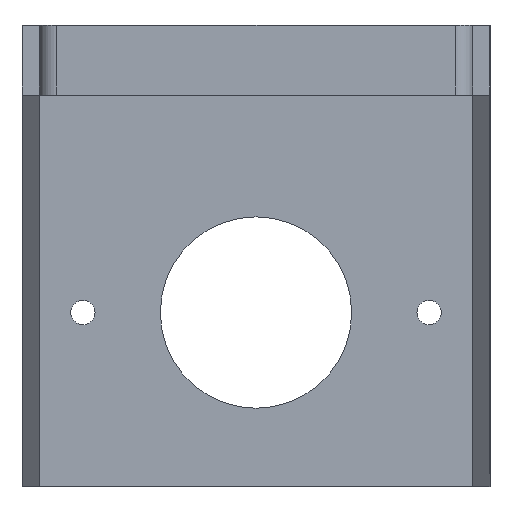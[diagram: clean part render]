
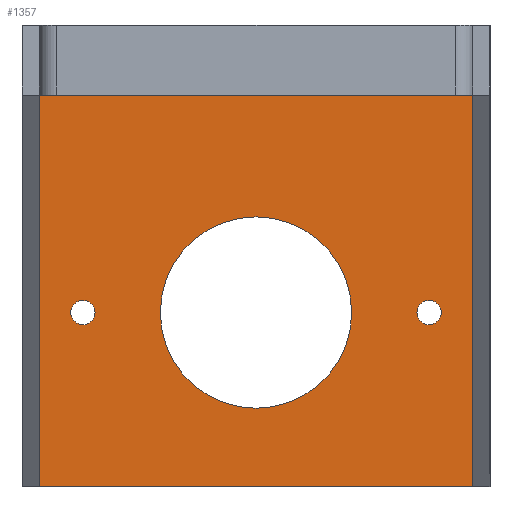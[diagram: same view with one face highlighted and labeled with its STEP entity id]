
A CAD part, left-side view. The second image highlights one B-rep face of the part: STEP entity #1357.
In plain terms, the highlighted planar face has unit normal (-1, 0, 0).
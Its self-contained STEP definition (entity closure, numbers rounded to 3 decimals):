
#15=FACE_BOUND('',#219,.T.);
#16=FACE_BOUND('',#220,.T.);
#17=FACE_BOUND('',#221,.T.);
#112=PLANE('',#1481);
#149=FACE_OUTER_BOUND('',#218,.T.);
#218=EDGE_LOOP('',(#1021,#1022,#1023,#1024));
#219=EDGE_LOOP('',(#1025));
#220=EDGE_LOOP('',(#1026));
#221=EDGE_LOOP('',(#1027));
#366=LINE('',#2102,#455);
#372=LINE('',#2117,#461);
#387=LINE('',#2172,#476);
#388=LINE('',#2173,#477);
#455=VECTOR('',#1690,10.);
#461=VECTOR('',#1700,10.);
#476=VECTOR('',#1761,10.);
#477=VECTOR('',#1762,10.);
#542=CIRCLE('',#1464,11.);
#544=CIRCLE('',#1467,1.4);
#546=CIRCLE('',#1470,1.4);
#640=VERTEX_POINT('',#2080);
#647=VERTEX_POINT('',#2100);
#653=VERTEX_POINT('',#2114);
#654=VERTEX_POINT('',#2116);
#662=VERTEX_POINT('',#2140);
#664=VERTEX_POINT('',#2146);
#666=VERTEX_POINT('',#2152);
#782=EDGE_CURVE('',#647,#640,#366,.T.);
#788=EDGE_CURVE('',#653,#654,#372,.T.);
#801=EDGE_CURVE('',#662,#662,#542,.T.);
#804=EDGE_CURVE('',#664,#664,#544,.T.);
#807=EDGE_CURVE('',#666,#666,#546,.T.);
#814=EDGE_CURVE('',#647,#653,#387,.T.);
#815=EDGE_CURVE('',#654,#640,#388,.T.);
#1021=ORIENTED_EDGE('',*,*,#814,.F.);
#1022=ORIENTED_EDGE('',*,*,#782,.T.);
#1023=ORIENTED_EDGE('',*,*,#815,.F.);
#1024=ORIENTED_EDGE('',*,*,#788,.F.);
#1025=ORIENTED_EDGE('',*,*,#801,.T.);
#1026=ORIENTED_EDGE('',*,*,#804,.T.);
#1027=ORIENTED_EDGE('',*,*,#807,.T.);
#1357=ADVANCED_FACE('',(#149,#15,#16,#17),#112,.T.);
#1464=AXIS2_PLACEMENT_3D('',#2142,#1722,#1723);
#1467=AXIS2_PLACEMENT_3D('',#2148,#1729,#1730);
#1470=AXIS2_PLACEMENT_3D('',#2154,#1736,#1737);
#1481=AXIS2_PLACEMENT_3D('',#2171,#1759,#1760);
#1690=DIRECTION('',(0.,0.,-1.));
#1700=DIRECTION('',(0.,0.,-1.));
#1722=DIRECTION('center_axis',(1.,0.,0.));
#1723=DIRECTION('ref_axis',(0.,0.,-1.));
#1729=DIRECTION('center_axis',(1.,0.,0.));
#1730=DIRECTION('ref_axis',(0.,0.,-1.));
#1736=DIRECTION('center_axis',(1.,0.,0.));
#1737=DIRECTION('ref_axis',(0.,0.,-1.));
#1759=DIRECTION('center_axis',(-1.,0.,0.));
#1760=DIRECTION('ref_axis',(0.,1.,0.));
#1761=DIRECTION('',(0.,-1.,0.));
#1762=DIRECTION('',(0.,1.,0.));
#2080=CARTESIAN_POINT('',(35.075,24.9,-45.));
#2100=CARTESIAN_POINT('',(35.075,24.9,0.));
#2102=CARTESIAN_POINT('',(35.075,24.9,0.));
#2114=CARTESIAN_POINT('',(35.075,-24.9,0.));
#2116=CARTESIAN_POINT('',(35.075,-24.9,-45.));
#2117=CARTESIAN_POINT('',(35.075,-24.9,0.));
#2140=CARTESIAN_POINT('',(35.075,0.,-14.));
#2142=CARTESIAN_POINT('Origin',(35.075,0.,-25.));
#2146=CARTESIAN_POINT('',(35.075,-19.9,-23.6));
#2148=CARTESIAN_POINT('Origin',(35.075,-19.9,-25.));
#2152=CARTESIAN_POINT('',(35.075,19.9,-23.6));
#2154=CARTESIAN_POINT('Origin',(35.075,19.9,-25.));
#2171=CARTESIAN_POINT('Origin',(35.075,-24.9,0.));
#2172=CARTESIAN_POINT('',(35.075,-12.45,0.));
#2173=CARTESIAN_POINT('',(35.075,-24.9,-45.));
